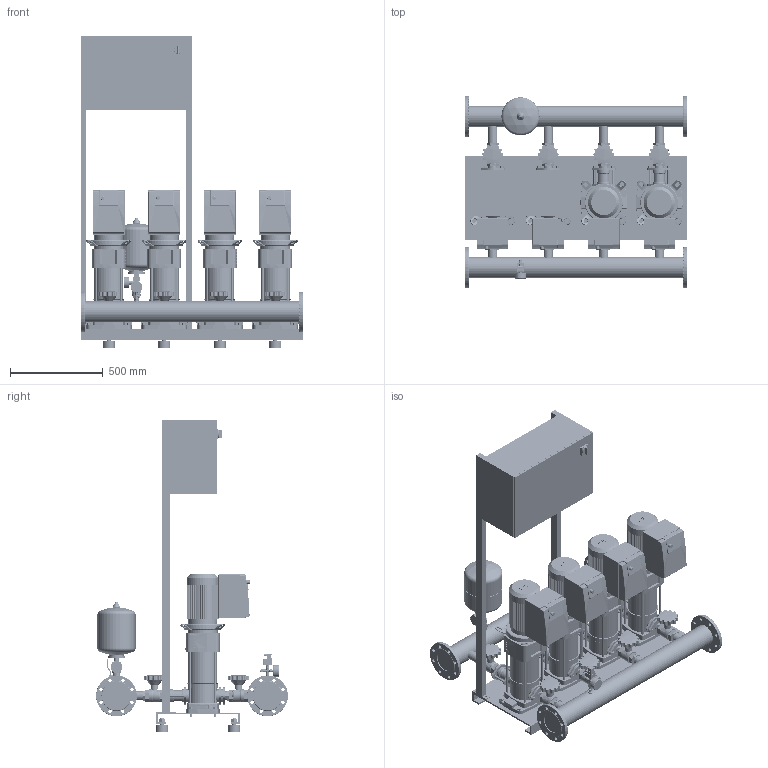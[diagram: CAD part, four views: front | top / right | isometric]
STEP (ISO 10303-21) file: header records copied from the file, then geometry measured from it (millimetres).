
FILE_DESCRIPTION((''),'2;1');
FILE_NAME('3d_COR-4HELIXVE1602_K_CCE-01-2532337.stp','2015-10-05T07:14:23',(''),(''),'Mechanical Desktop 2009','Mechanical Desktop 2009',', , ');
FILE_SCHEMA(('CONFIG_CONTROL_DESIGN'));
Length unit declared in the file: millimetre
Products named in the file (1): Product
Bounding box: 1200 x 1036 x 1685 mm (x, y, z)
Volume: 213736960.6 mm3; surface area: 11881234.4 mm2
Topology: 234 solids, 234 shells, 5745 faces, 14447 edges, 9360 vertices
Faces by surface type: bspline 1802, cylinder 1798, plane 1620, cone 241, torus 204, sphere 80
Entity records: 191128 total; most frequent: CARTESIAN_POINT 55946, ORIENTED_EDGE 28738, DIRECTION 26970, EDGE_CURVE 14369, AXIS2_PLACEMENT_3D 9585, VERTEX_POINT 9353, VECTOR 7800, LINE 7800
